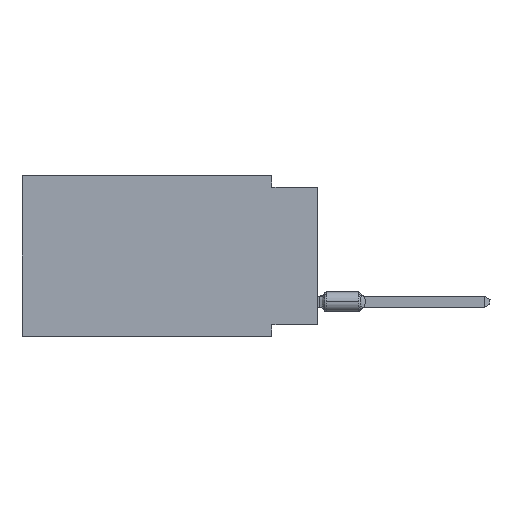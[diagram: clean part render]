
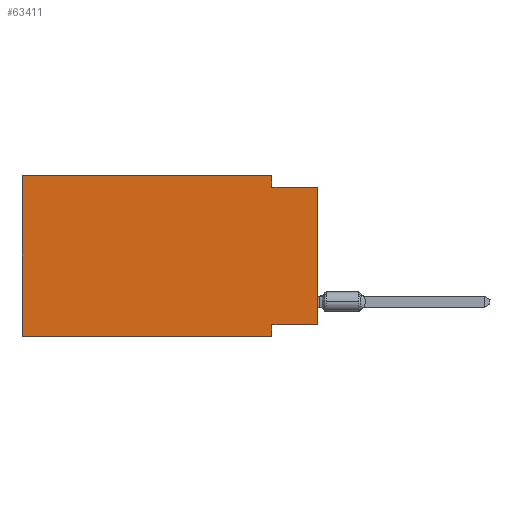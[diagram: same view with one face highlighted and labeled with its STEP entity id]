
A CAD part, left-side view. The second image highlights one B-rep face of the part: STEP entity #63411.
In plain terms, the highlighted planar face has unit normal (-1, 0, 0).
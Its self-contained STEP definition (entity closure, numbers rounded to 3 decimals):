
#656 = VECTOR ( 'NONE', #32200, 1000. ) ;
#3252 = VERTEX_POINT ( 'NONE', #108739 ) ;
#5096 = EDGE_CURVE ( 'NONE', #102926, #108613, #42848, .T. ) ;
#8537 = LINE ( 'NONE', #16285, #93795 ) ;
#9209 = ORIENTED_EDGE ( 'NONE', *, *, #57232, .F. ) ;
#11361 = DIRECTION ( 'NONE',  ( 0., -1., 0. ) ) ;
#16285 = CARTESIAN_POINT ( 'NONE',  ( 0., 0., -0.635 ) ) ;
#16306 = VERTEX_POINT ( 'NONE', #99854 ) ;
#17782 = DIRECTION ( 'NONE',  ( 0., -1., 0. ) ) ;
#20488 = CARTESIAN_POINT ( 'NONE',  ( 0., 16.383, 0. ) ) ;
#22254 = VECTOR ( 'NONE', #60724, 1000. ) ;
#23136 = VERTEX_POINT ( 'NONE', #108515 ) ;
#24478 = DIRECTION ( 'NONE',  ( 0., 0., -1. ) ) ;
#26179 = ORIENTED_EDGE ( 'NONE', *, *, #91131, .F. ) ;
#27852 = CARTESIAN_POINT ( 'NONE',  ( 0., 16.383, 0. ) ) ;
#29509 = ORIENTED_EDGE ( 'NONE', *, *, #36691, .T. ) ;
#32200 = DIRECTION ( 'NONE',  ( 0., 0., 1. ) ) ;
#32493 = VECTOR ( 'NONE', #74635, 1000. ) ;
#33412 = CARTESIAN_POINT ( 'NONE',  ( 0., 2.54, 0. ) ) ;
#34289 = VECTOR ( 'NONE', #97485, 1000. ) ;
#36691 = EDGE_CURVE ( 'NONE', #102926, #87577, #74057, .T. ) ;
#37132 = CARTESIAN_POINT ( 'NONE',  ( 0., 0., 0. ) ) ;
#37356 = DIRECTION ( 'NONE',  ( 1., 0., 0. ) ) ;
#39562 = AXIS2_PLACEMENT_3D ( 'NONE', #27852, #37356, #64189 ) ;
#42848 = LINE ( 'NONE', #108361, #22254 ) ;
#45601 = CARTESIAN_POINT ( 'NONE',  ( 0., 16.383, -8.89 ) ) ;
#47500 = CARTESIAN_POINT ( 'NONE',  ( 0., 2.54, -0.635 ) ) ;
#49141 = VECTOR ( 'NONE', #11361, 1000. ) ;
#51539 = EDGE_CURVE ( 'NONE', #3252, #53385, #78695, .T. ) ;
#53172 = EDGE_CURVE ( 'NONE', #23136, #3252, #73167, .T. ) ;
#53385 = VERTEX_POINT ( 'NONE', #47500 ) ;
#53621 = VERTEX_POINT ( 'NONE', #45601 ) ;
#54368 = CARTESIAN_POINT ( 'NONE',  ( 0., 0., -8.255 ) ) ;
#56632 = LINE ( 'NONE', #92985, #49141 ) ;
#57232 = EDGE_CURVE ( 'NONE', #53385, #87577, #8537, .T. ) ;
#59877 = CARTESIAN_POINT ( 'NONE',  ( 0., 2.54, -8.255 ) ) ;
#60724 = DIRECTION ( 'NONE',  ( 0., 1., 0. ) ) ;
#61137 = CARTESIAN_POINT ( 'NONE',  ( 0., 2.54, -8.89 ) ) ;
#63411 = ADVANCED_FACE ( 'NONE', ( #90403 ), #90993, .F. ) ;
#64189 = DIRECTION ( 'NONE',  ( 0., 0., -1. ) ) ;
#68060 = ORIENTED_EDGE ( 'NONE', *, *, #109725, .F. ) ;
#68380 = VECTOR ( 'NONE', #24478, 1000. ) ;
#73167 = LINE ( 'NONE', #99382, #85804 ) ;
#73980 = ORIENTED_EDGE ( 'NONE', *, *, #5096, .F. ) ;
#74057 = LINE ( 'NONE', #37132, #32493 ) ;
#74635 = DIRECTION ( 'NONE',  ( 0., 0., 1. ) ) ;
#78695 = LINE ( 'NONE', #33412, #68380 ) ;
#79013 = LINE ( 'NONE', #61137, #34289 ) ;
#84108 = ORIENTED_EDGE ( 'NONE', *, *, #53172, .F. ) ;
#84465 = EDGE_CURVE ( 'NONE', #53621, #16306, #56632, .T. ) ;
#85804 = VECTOR ( 'NONE', #17782, 1000. ) ;
#87577 = VERTEX_POINT ( 'NONE', #111113 ) ;
#90403 = FACE_OUTER_BOUND ( 'NONE', #109877, .T. ) ;
#90993 = PLANE ( 'NONE',  #39562 ) ;
#91131 = EDGE_CURVE ( 'NONE', #53621, #23136, #92584, .T. ) ;
#92584 = LINE ( 'NONE', #20488, #656 ) ;
#92985 = CARTESIAN_POINT ( 'NONE',  ( 0., 16.383, -8.89 ) ) ;
#93795 = VECTOR ( 'NONE', #108616, 1000. ) ;
#95466 = ORIENTED_EDGE ( 'NONE', *, *, #51539, .F. ) ;
#97485 = DIRECTION ( 'NONE',  ( 0., 0., -1. ) ) ;
#99382 = CARTESIAN_POINT ( 'NONE',  ( 0., 16.383, 0. ) ) ;
#99854 = CARTESIAN_POINT ( 'NONE',  ( 0., 2.54, -8.89 ) ) ;
#102926 = VERTEX_POINT ( 'NONE', #54368 ) ;
#108361 = CARTESIAN_POINT ( 'NONE',  ( 0., 0., -8.255 ) ) ;
#108515 = CARTESIAN_POINT ( 'NONE',  ( 0., 16.383, 0. ) ) ;
#108613 = VERTEX_POINT ( 'NONE', #59877 ) ;
#108616 = DIRECTION ( 'NONE',  ( 0., -1., 0. ) ) ;
#108739 = CARTESIAN_POINT ( 'NONE',  ( 0., 2.54, 0. ) ) ;
#109725 = EDGE_CURVE ( 'NONE', #108613, #16306, #79013, .T. ) ;
#109877 = EDGE_LOOP ( 'NONE', ( #29509, #9209, #95466, #84108, #26179, #113302, #68060, #73980 ) ) ;
#111113 = CARTESIAN_POINT ( 'NONE',  ( 0., 0., -0.635 ) ) ;
#113302 = ORIENTED_EDGE ( 'NONE', *, *, #84465, .T. ) ;
